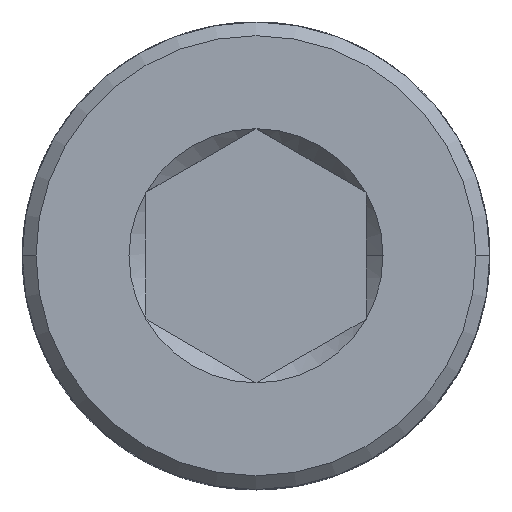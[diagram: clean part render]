
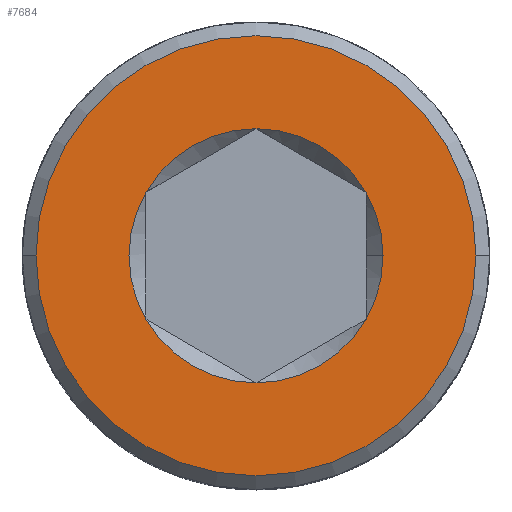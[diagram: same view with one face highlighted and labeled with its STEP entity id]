
A CAD part, top view. The second image highlights one B-rep face of the part: STEP entity #7684.
In plain terms, the highlighted planar face has unit normal (0, 0, 1).
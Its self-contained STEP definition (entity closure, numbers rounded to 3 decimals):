
#452 = AXIS2_PLACEMENT_3D ( 'NONE', #13071, #6958, #5765 ) ;
#729 = CARTESIAN_POINT ( 'NONE',  ( 0., -2.309, 10. ) ) ;
#1230 = CIRCLE ( 'NONE', #3966, 2.309 ) ;
#1281 = VERTEX_POINT ( 'NONE', #6256 ) ;
#1344 = ORIENTED_EDGE ( 'NONE', *, *, #6841, .F. ) ;
#1409 = CARTESIAN_POINT ( 'NONE',  ( 0., 0., 10. ) ) ;
#1435 = DIRECTION ( 'NONE',  ( 1., 0., 0. ) ) ;
#1550 = CIRCLE ( 'NONE', #13108, 2.309 ) ;
#1593 = DIRECTION ( 'NONE',  ( 0., 0., 1. ) ) ;
#1626 = CARTESIAN_POINT ( 'NONE',  ( 4., 0., 10. ) ) ;
#1722 = DIRECTION ( 'NONE',  ( 1., 0., 0. ) ) ;
#2104 = FACE_BOUND ( 'NONE', #12040, .T. ) ;
#2150 = DIRECTION ( 'NONE',  ( 0., 0., 1. ) ) ;
#2300 = ORIENTED_EDGE ( 'NONE', *, *, #8258, .F. ) ;
#2311 = DIRECTION ( 'NONE',  ( 1., 0., 0. ) ) ;
#2604 = AXIS2_PLACEMENT_3D ( 'NONE', #1409, #3824, #6289 ) ;
#2837 = CARTESIAN_POINT ( 'NONE',  ( 2.309, 0., 10. ) ) ;
#3023 = DIRECTION ( 'NONE',  ( 1., 0., 0. ) ) ;
#3181 = VERTEX_POINT ( 'NONE', #729 ) ;
#3518 = EDGE_CURVE ( 'NONE', #3181, #4881, #1230, .T. ) ;
#3614 = VERTEX_POINT ( 'NONE', #2837 ) ;
#3773 = CIRCLE ( 'NONE', #7110, 4. ) ;
#3824 = DIRECTION ( 'NONE',  ( 0., 0., 1. ) ) ;
#3834 = DIRECTION ( 'NONE',  ( 0., 0., 1. ) ) ;
#3884 = EDGE_CURVE ( 'NONE', #5306, #3181, #6143, .T. ) ;
#3966 = AXIS2_PLACEMENT_3D ( 'NONE', #10206, #6604, #1722 ) ;
#4149 = CARTESIAN_POINT ( 'NONE',  ( 2., -1.155, 10. ) ) ;
#4175 = AXIS2_PLACEMENT_3D ( 'NONE', #5952, #10951, #7296 ) ;
#4708 = CARTESIAN_POINT ( 'NONE',  ( 0., 0., 10. ) ) ;
#4725 = EDGE_CURVE ( 'NONE', #9646, #5306, #1550, .T. ) ;
#4881 = VERTEX_POINT ( 'NONE', #4149 ) ;
#4930 = CARTESIAN_POINT ( 'NONE',  ( -2., -1.155, 10. ) ) ;
#5306 = VERTEX_POINT ( 'NONE', #4930 ) ;
#5634 = ORIENTED_EDGE ( 'NONE', *, *, #10994, .F. ) ;
#5765 = DIRECTION ( 'NONE',  ( -1., 0., 0. ) ) ;
#5783 = ORIENTED_EDGE ( 'NONE', *, *, #12621, .F. ) ;
#5952 = CARTESIAN_POINT ( 'NONE',  ( 0., 0., 10. ) ) ;
#6143 = CIRCLE ( 'NONE', #4175, 2.309 ) ;
#6256 = CARTESIAN_POINT ( 'NONE',  ( 0., 2.309, 10. ) ) ;
#6289 = DIRECTION ( 'NONE',  ( 1., 0., 0. ) ) ;
#6464 = AXIS2_PLACEMENT_3D ( 'NONE', #4708, #2150, #2311 ) ;
#6604 = DIRECTION ( 'NONE',  ( 0., 0., 1. ) ) ;
#6754 = VERTEX_POINT ( 'NONE', #7051 ) ;
#6791 = CARTESIAN_POINT ( 'NONE',  ( 0., 0., 10. ) ) ;
#6841 = EDGE_CURVE ( 'NONE', #6754, #1281, #15312, .T. ) ;
#6958 = DIRECTION ( 'NONE',  ( 0., 0., -1. ) ) ;
#7051 = CARTESIAN_POINT ( 'NONE',  ( 2., 1.155, 10. ) ) ;
#7110 = AXIS2_PLACEMENT_3D ( 'NONE', #9519, #7146, #14504 ) ;
#7146 = DIRECTION ( 'NONE',  ( 0., 0., -1. ) ) ;
#7228 = CARTESIAN_POINT ( 'NONE',  ( -4., 0., 10. ) ) ;
#7296 = DIRECTION ( 'NONE',  ( 1., 0., 0. ) ) ;
#7557 = DIRECTION ( 'NONE',  ( 1., 0., 0. ) ) ;
#7684 = ADVANCED_FACE ( 'NONE', ( #2104, #14346 ), #13558, .T. ) ;
#7795 = EDGE_LOOP ( 'NONE', ( #5783, #5634 ) ) ;
#8163 = VERTEX_POINT ( 'NONE', #7228 ) ;
#8258 = EDGE_CURVE ( 'NONE', #4881, #3614, #8560, .T. ) ;
#8330 = VERTEX_POINT ( 'NONE', #1626 ) ;
#8340 = AXIS2_PLACEMENT_3D ( 'NONE', #14959, #1593, #1435 ) ;
#8560 = CIRCLE ( 'NONE', #2604, 2.309 ) ;
#8972 = CIRCLE ( 'NONE', #452, 4. ) ;
#9519 = CARTESIAN_POINT ( 'NONE',  ( 0., 0., 10. ) ) ;
#9646 = VERTEX_POINT ( 'NONE', #13225 ) ;
#10107 = ORIENTED_EDGE ( 'NONE', *, *, #3518, .F. ) ;
#10206 = CARTESIAN_POINT ( 'NONE',  ( 0., 0., 10. ) ) ;
#10390 = DIRECTION ( 'NONE',  ( 0., 0., 1. ) ) ;
#10747 = ORIENTED_EDGE ( 'NONE', *, *, #11923, .F. ) ;
#10806 = EDGE_CURVE ( 'NONE', #3614, #6754, #13208, .T. ) ;
#10951 = DIRECTION ( 'NONE',  ( 0., 0., 1. ) ) ;
#10994 = EDGE_CURVE ( 'NONE', #8330, #8163, #8972, .T. ) ;
#11027 = ORIENTED_EDGE ( 'NONE', *, *, #3884, .F. ) ;
#11095 = DIRECTION ( 'NONE',  ( 0., 0., 1. ) ) ;
#11098 = AXIS2_PLACEMENT_3D ( 'NONE', #6791, #10390, #3023 ) ;
#11923 = EDGE_CURVE ( 'NONE', #1281, #9646, #15832, .T. ) ;
#12040 = EDGE_LOOP ( 'NONE', ( #1344, #14054, #2300, #10107, #11027, #12141, #10747 ) ) ;
#12141 = ORIENTED_EDGE ( 'NONE', *, *, #4725, .F. ) ;
#12621 = EDGE_CURVE ( 'NONE', #8163, #8330, #3773, .T. ) ;
#13071 = CARTESIAN_POINT ( 'NONE',  ( 0., 0., 10. ) ) ;
#13108 = AXIS2_PLACEMENT_3D ( 'NONE', #14743, #11095, #7557 ) ;
#13208 = CIRCLE ( 'NONE', #11098, 2.309 ) ;
#13225 = CARTESIAN_POINT ( 'NONE',  ( -2., 1.155, 10. ) ) ;
#13558 = PLANE ( 'NONE',  #14399 ) ;
#14054 = ORIENTED_EDGE ( 'NONE', *, *, #10806, .F. ) ;
#14346 = FACE_OUTER_BOUND ( 'NONE', #7795, .T. ) ;
#14399 = AXIS2_PLACEMENT_3D ( 'NONE', #14835, #3834, #14628 ) ;
#14504 = DIRECTION ( 'NONE',  ( -1., 0., 0. ) ) ;
#14628 = DIRECTION ( 'NONE',  ( 1., 0., 0. ) ) ;
#14743 = CARTESIAN_POINT ( 'NONE',  ( 0., 0., 10. ) ) ;
#14835 = CARTESIAN_POINT ( 'NONE',  ( 0., 4., 10. ) ) ;
#14959 = CARTESIAN_POINT ( 'NONE',  ( 0., 0., 10. ) ) ;
#15312 = CIRCLE ( 'NONE', #6464, 2.309 ) ;
#15832 = CIRCLE ( 'NONE', #8340, 2.309 ) ;
